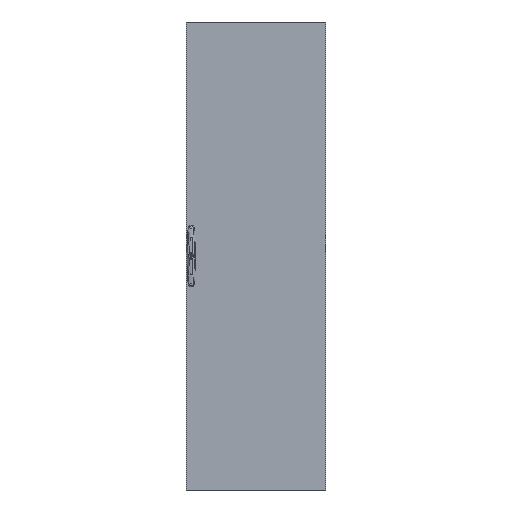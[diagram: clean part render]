
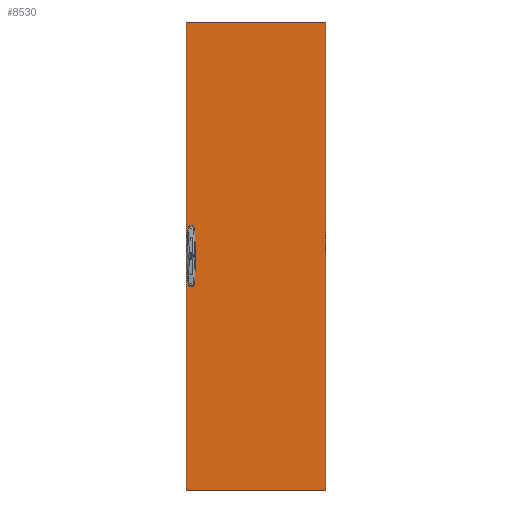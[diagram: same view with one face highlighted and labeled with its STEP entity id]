
A CAD part, front view. The second image highlights one B-rep face of the part: STEP entity #8530.
In plain terms, the highlighted planar face has unit normal (0, -1, 0).
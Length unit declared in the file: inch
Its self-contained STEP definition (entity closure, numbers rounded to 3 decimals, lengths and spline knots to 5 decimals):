
#7249 = ORIENTED_EDGE ( 'NONE', *, *, #114388, .F. ) ;
#7560 = EDGE_CURVE ( 'NONE', #90644, #107362, #20766, .T. ) ;
#8530 = ADVANCED_FACE ( 'NONE', ( #117140 ), #42340, .F. ) ;
#8846 = DIRECTION ( 'NONE',  ( 1., 0., 0. ) ) ;
#15276 = ORIENTED_EDGE ( 'NONE', *, *, #60559, .F. ) ;
#16425 = CARTESIAN_POINT ( 'NONE',  ( -11.67323, -0.07874, 39.05512 ) ) ;
#18921 = CARTESIAN_POINT ( 'NONE',  ( -11.67323, -0.07874, 0. ) ) ;
#20265 = ORIENTED_EDGE ( 'NONE', *, *, #7560, .F. ) ;
#20766 = LINE ( 'NONE', #68311, #47716 ) ;
#27572 = LINE ( 'NONE', #120286, #45799 ) ;
#30180 = CARTESIAN_POINT ( 'NONE',  ( 11.67323, -0.07874, 39.05512 ) ) ;
#32388 = EDGE_LOOP ( 'NONE', ( #102887, #15276, #20265, #7249 ) ) ;
#32455 = CARTESIAN_POINT ( 'NONE',  ( 0., -0.07874, 0. ) ) ;
#41870 = CARTESIAN_POINT ( 'NONE',  ( -11.67323, -0.07874, -39.05512 ) ) ;
#42340 = PLANE ( 'NONE',  #75174 ) ;
#45799 = VECTOR ( 'NONE', #111646, 39.37008 ) ;
#47398 = VERTEX_POINT ( 'NONE', #16425 ) ;
#47716 = VECTOR ( 'NONE', #49139, 39.37008 ) ;
#49139 = DIRECTION ( 'NONE',  ( -1., 0., 0. ) ) ;
#52636 = VECTOR ( 'NONE', #8846, 39.37008 ) ;
#60559 = EDGE_CURVE ( 'NONE', #107362, #47398, #103593, .T. ) ;
#60853 = DIRECTION ( 'NONE',  ( 0., 0., 1. ) ) ;
#68311 = CARTESIAN_POINT ( 'NONE',  ( 0., -0.07874, -39.05512 ) ) ;
#70139 = DIRECTION ( 'NONE',  ( 0., 1., 0. ) ) ;
#75174 = AXIS2_PLACEMENT_3D ( 'NONE', #32455, #70139, #60853 ) ;
#79660 = VERTEX_POINT ( 'NONE', #30180 ) ;
#81223 = EDGE_CURVE ( 'NONE', #47398, #79660, #120755, .T. ) ;
#86159 = CARTESIAN_POINT ( 'NONE',  ( 11.67323, -0.07874, -39.05512 ) ) ;
#90644 = VERTEX_POINT ( 'NONE', #86159 ) ;
#91235 = DIRECTION ( 'NONE',  ( 0., 0., 1. ) ) ;
#93514 = CARTESIAN_POINT ( 'NONE',  ( 0., -0.07874, 39.05512 ) ) ;
#98249 = VECTOR ( 'NONE', #91235, 39.37008 ) ;
#102887 = ORIENTED_EDGE ( 'NONE', *, *, #81223, .F. ) ;
#103593 = LINE ( 'NONE', #18921, #98249 ) ;
#107362 = VERTEX_POINT ( 'NONE', #41870 ) ;
#111646 = DIRECTION ( 'NONE',  ( 0., 0., -1. ) ) ;
#114388 = EDGE_CURVE ( 'NONE', #79660, #90644, #27572, .T. ) ;
#117140 = FACE_OUTER_BOUND ( 'NONE', #32388, .T. ) ;
#120286 = CARTESIAN_POINT ( 'NONE',  ( 11.67323, -0.07874, 0. ) ) ;
#120755 = LINE ( 'NONE', #93514, #52636 ) ;
